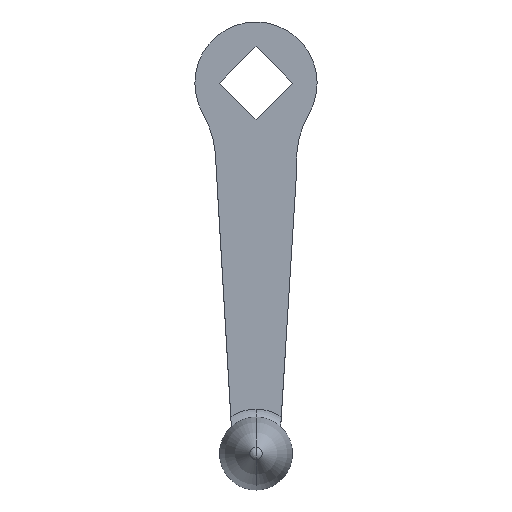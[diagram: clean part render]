
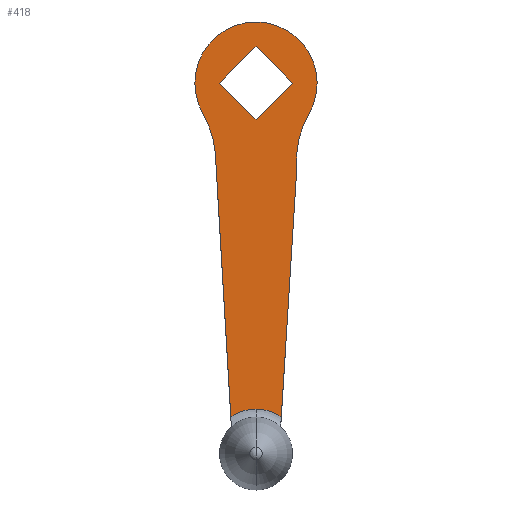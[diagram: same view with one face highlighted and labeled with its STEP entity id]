
A CAD part, front view. The second image highlights one B-rep face of the part: STEP entity #418.
In plain terms, the highlighted planar face has unit normal (0, -1, 0).
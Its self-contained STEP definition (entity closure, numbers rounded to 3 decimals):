
#188=EDGE_CURVE('',#304,#198,#526,.T.);
#198=VERTEX_POINT('',#537);
#222=EDGE_CURVE('',#330,#278,#564,.T.);
#246=EDGE_CURVE('',#294,#500,#590,.T.);
#250=EDGE_CURVE('',#278,#500,#594,.T.);
#278=VERTEX_POINT('',#625);
#284=EDGE_CURVE('',#198,#434,#632,.T.);
#294=VERTEX_POINT('',#642);
#304=VERTEX_POINT('',#654);
#330=VERTEX_POINT('',#681);
#350=EDGE_CURVE('',#458,#294,#703,.T.);
#406=EDGE_CURVE('',#458,#304,#763,.T.);
#418=ADVANCED_FACE('',(#777,#778),#779,.F.);
#434=VERTEX_POINT('',#796);
#442=EDGE_CURVE('',#496,#466,#807,.T.);
#446=EDGE_CURVE('',#466,#462,#811,.T.);
#458=VERTEX_POINT('',#825);
#462=VERTEX_POINT('',#829);
#464=EDGE_CURVE('',#462,#494,#831,.T.);
#466=VERTEX_POINT('',#833);
#468=EDGE_CURVE('',#434,#330,#835,.T.);
#480=EDGE_CURVE('',#494,#496,#850,.T.);
#494=VERTEX_POINT('',#868);
#496=VERTEX_POINT('',#870);
#500=VERTEX_POINT('',#874);
#526=CIRCLE('',#891,26.);
#537=CARTESIAN_POINT('',(-14.328,-28.0,-8.184));
#564=CIRCLE('',#944,26.);
#590=CIRCLE('',#1001,12.0);
#594=LINE('',#1006,#1007);
#625=CARTESIAN_POINT('',(11.0,-28.0,-23.308));
#632=CIRCLE('',#1059,16.5);
#642=CARTESIAN_POINT('',(0.,-28.0,-88.0));
#654=CARTESIAN_POINT('',(-11.,-28.0,-18.85));
#681=CARTESIAN_POINT('',(14.328,-28.0,-8.184));
#703=CIRCLE('',#1150,12.0);
#763=LINE('',#1247,#1248);
#777=FACE_OUTER_BOUND('',#1265,.T.);
#778=FACE_BOUND('',#1266,.T.);
#779=PLANE('',#1267);
#796=CARTESIAN_POINT('',(-14.328,-28.0,8.184));
#807=LINE('',#1301,#1302);
#811=LINE('',#1309,#1310);
#825=CARTESIAN_POINT('',(-6.807,-28.0,-90.117));
#829=CARTESIAN_POINT('',(0.0,-28.0,9.899));
#831=LINE('',#1333,#1334);
#833=CARTESIAN_POINT('',(9.899,-28.0,0.));
#835=CIRCLE('',#1339,16.5);
#850=LINE('',#1355,#1356);
#868=CARTESIAN_POINT('',(-9.899,-28.0,0.));
#870=CARTESIAN_POINT('',(0.0,-28.0,-9.899));
#874=CARTESIAN_POINT('',(6.825,-28.0,-90.13));
#891=AXIS2_PLACEMENT_3D('',#1403,#1404,#1405);
#944=AXIS2_PLACEMENT_3D('',#1453,#1454,#1455);
#1001=AXIS2_PLACEMENT_3D('',#1489,#1490,#1491);
#1006=CARTESIAN_POINT('',(10.973,-28.0,-23.746));
#1007=VECTOR('',#1492,1.0);
#1059=AXIS2_PLACEMENT_3D('',#1537,#1538,#1539);
#1150=AXIS2_PLACEMENT_3D('',#1614,#1615,#1616);
#1247=CARTESIAN_POINT('',(-8.595,-28.0,-59.733));
#1248=VECTOR('',#1677,1.0);
#1265=EDGE_LOOP('',(#1699,#1700,#1701,#1702,#1703,#1704,#1705,#1706));
#1266=EDGE_LOOP('',(#1707,#1708,#1709,#1710));
#1267=AXIS2_PLACEMENT_3D('',#1711,#1712,#1713);
#1301=CARTESIAN_POINT('',(1.55,-28.0,-8.35));
#1302=VECTOR('',#1750,1.0);
#1309=CARTESIAN_POINT('',(8.35,-28.0,1.55));
#1310=VECTOR('',#1752,1.0);
#1333=CARTESIAN_POINT('',(-13.3,-28.0,-3.4));
#1334=VECTOR('',#1770,1.0);
#1339=AXIS2_PLACEMENT_3D('',#1771,#1772,#1773);
#1355=CARTESIAN_POINT('',(3.4,-28.0,-13.3));
#1356=VECTOR('',#1802,1.0);
#1403=CARTESIAN_POINT('',(-36.904,-28.0,-21.079));
#1404=DIRECTION('',(0.0,-1.0,0.0));
#1405=DIRECTION('',(0.868,0.0,0.496));
#1453=CARTESIAN_POINT('',(36.904,-28.0,-21.079));
#1454=DIRECTION('',(0.0,-1.0,-0.0));
#1455=DIRECTION('',(-0.996,0.0,-0.086));
#1489=CARTESIAN_POINT('',(0.,-28.0,-100.0));
#1490=DIRECTION('',(-0.0,1.0,0.0));
#1491=DIRECTION('',(0.,0.0,1.0));
#1492=DIRECTION('',(-0.062,0.0,-0.998));
#1537=CARTESIAN_POINT('',(0.0,-28.0,0.));
#1538=DIRECTION('',(0.0,1.0,0.0));
#1539=DIRECTION('',(0.868,0.0,-0.496));
#1614=CARTESIAN_POINT('',(0.,-28.0,-100.0));
#1615=DIRECTION('',(-0.0,1.0,0.0));
#1616=DIRECTION('',(0.,0.0,1.0));
#1677=DIRECTION('',(-0.059,0.0,0.998));
#1699=ORIENTED_EDGE('',*,*,#406,.F.);
#1700=ORIENTED_EDGE('',*,*,#350,.T.);
#1701=ORIENTED_EDGE('',*,*,#246,.T.);
#1702=ORIENTED_EDGE('',*,*,#250,.F.);
#1703=ORIENTED_EDGE('',*,*,#222,.F.);
#1704=ORIENTED_EDGE('',*,*,#468,.F.);
#1705=ORIENTED_EDGE('',*,*,#284,.F.);
#1706=ORIENTED_EDGE('',*,*,#188,.F.);
#1707=ORIENTED_EDGE('',*,*,#480,.F.);
#1708=ORIENTED_EDGE('',*,*,#464,.F.);
#1709=ORIENTED_EDGE('',*,*,#446,.F.);
#1710=ORIENTED_EDGE('',*,*,#442,.F.);
#1711=CARTESIAN_POINT('',(0.,-28.0,-23.5));
#1712=DIRECTION('',(-0.0,1.0,0.0));
#1713=DIRECTION('',(0.,0.0,1.0));
#1750=DIRECTION('',(0.707,0.0,0.707));
#1752=DIRECTION('',(-0.707,0.0,0.707));
#1770=DIRECTION('',(-0.707,0.0,-0.707));
#1771=CARTESIAN_POINT('',(0.0,-28.0,0.));
#1772=DIRECTION('',(0.0,1.0,0.0));
#1773=DIRECTION('',(0.868,0.0,-0.496));
#1802=DIRECTION('',(0.707,0.0,-0.707));
